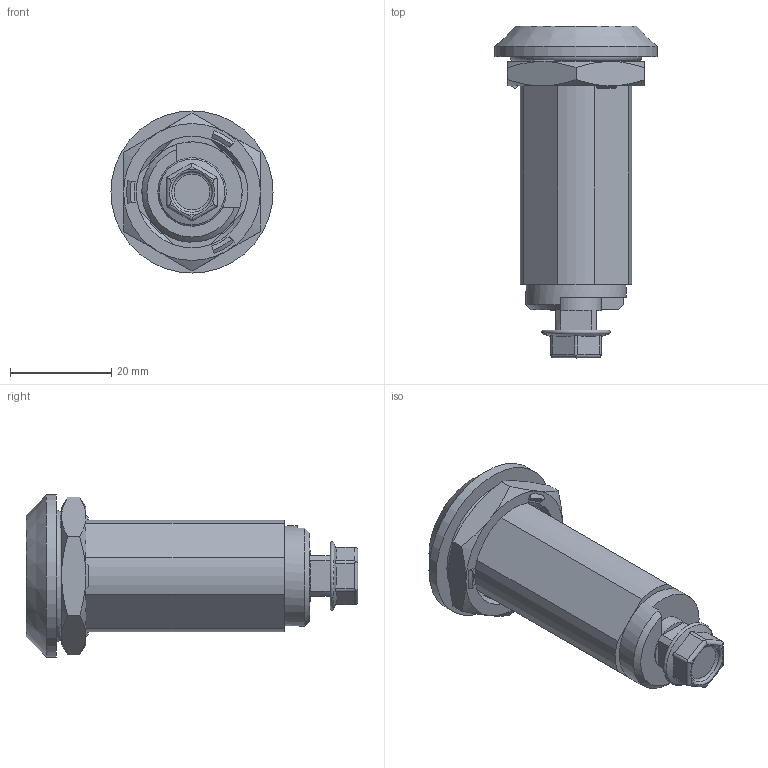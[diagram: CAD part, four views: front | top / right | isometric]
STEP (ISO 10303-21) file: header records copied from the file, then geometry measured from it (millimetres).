
FILE_DESCRIPTION( ( 'STEP AP214' ), '1' );
FILE_NAME( 'K1113.185010.stp', '2020-12-10T09:59:55', ( '' ), ( '' ), ' ', 'PARTsolutions', ' ' );
FILE_SCHEMA( ( 'AUTOMOTIVE_DESIGN { 1 0 10303 214 1 1 1 1 }' ) );
Length unit declared in the file: millimetre
Products named in the file (6): K1113.185010; _05568_gehauese50; _K1113_betaetigung1; _K1113_schraube1; _K1113_adapter0; _K1113_mutter4.81
Assembly tree (5 placements, depth 2):
  K1113.185010
    _05568_gehauese50
    _K1113_betaetigung1
    _K1113_schraube1
    _K1113_adapter0
    _K1113_mutter4.81
Bounding box: 32 x 65.5 x 32 mm (x, y, z)
Volume: 19347.5 mm3; surface area: 12813.4 mm2
Topology: 5 solids, 5 shells, 166 faces, 385 edges, 248 vertices
Faces by surface type: plane 92, cylinder 36, cone 32, torus 6
Full cylindrical faces by diameter (mm): 4.917 x1, 6 x1, 6.2 x1, 10 x3, 11.8 x1, 12.2 x1, 15.7 x1, 15.9 x2, 16 x2, 19.8 x1, 20.376 x1, 32 x1
Entity records: 6107 total; most frequent: CARTESIAN_POINT 1003, DIRECTION 785, ORIENTED_EDGE 698, EDGE_CURVE 349, AXIS2_PLACEMENT_3D 308, VERTEX_POINT 242, EDGE_LOOP 220, FACE_OUTER_BOUND 188
